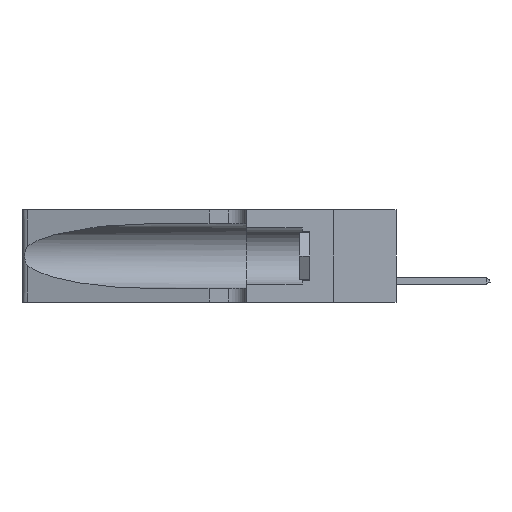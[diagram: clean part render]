
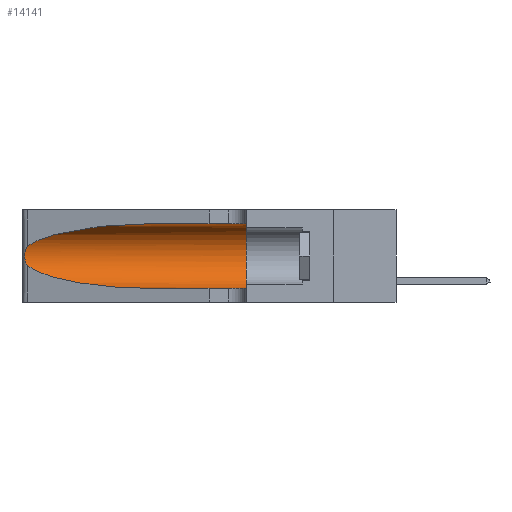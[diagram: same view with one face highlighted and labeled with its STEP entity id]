
A CAD part, left-side view. The second image highlights one B-rep face of the part: STEP entity #14141.
In plain terms, the highlighted cylindrical face has radius 3.308 mm (diameter 6.617 mm), a partial arc.
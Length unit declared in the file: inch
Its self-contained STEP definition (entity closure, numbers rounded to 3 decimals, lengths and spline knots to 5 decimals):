
#149 = DIRECTION ( 'NONE',  ( 0., 0., 1. ) ) ;
#528 = CARTESIAN_POINT ( 'NONE',  ( 0.1305, 0.35, 0.05475 ) ) ;
#1240 =( BOUNDED_CURVE ( )  B_SPLINE_CURVE ( 3, ( #6908, #10409, #1452, #17856 ),
 .UNSPECIFIED., .F., .T. ) 
 B_SPLINE_CURVE_WITH_KNOTS ( ( 4, 4 ),
 ( 1.5708, 2.84003 ),
 .UNSPECIFIED. ) 
 CURVE ( )  GEOMETRIC_REPRESENTATION_ITEM ( )  RATIONAL_B_SPLINE_CURVE ( ( 1., 0.87, 0.87, 1. ) ) 
 REPRESENTATION_ITEM ( '' )  );
#1372 = DIRECTION ( 'NONE',  ( 0., -1., 0. ) ) ;
#1403 = ORIENTED_EDGE ( 'NONE', *, *, #3246, .F. ) ;
#1452 = CARTESIAN_POINT ( 'NONE',  ( 0.2373, 1.15595, 0.28018 ) ) ;
#1844 = CARTESIAN_POINT ( 'NONE',  ( 0.25555, 1.22993, 0.14849 ) ) ;
#1925 = CARTESIAN_POINT ( 'NONE',  ( 0.25487, 1.22718, 0.14631 ) ) ;
#2593 = CARTESIAN_POINT ( 'NONE',  ( 0.25555, 1.22994, 0.2215 ) ) ;
#2729 = VERTEX_POINT ( 'NONE', #23205 ) ;
#3246 = EDGE_CURVE ( 'NONE', #5421, #9682, #4916, .T. ) ;
#3383 = VERTEX_POINT ( 'NONE', #7708 ) ;
#3691 =( BOUNDED_CURVE ( )  B_SPLINE_CURVE ( 3, ( #14297, #10582, #10975, #14840 ),
 .UNSPECIFIED., .F., .F. ) 
 B_SPLINE_CURVE_WITH_KNOTS ( ( 4, 4 ),
 ( 3.44316, 4.71239 ),
 .UNSPECIFIED. ) 
 CURVE ( )  GEOMETRIC_REPRESENTATION_ITEM ( )  RATIONAL_B_SPLINE_CURVE ( ( 1., 0.87, 0.87, 1. ) ) 
 REPRESENTATION_ITEM ( '' )  );
#4330 = CARTESIAN_POINT ( 'NONE',  ( 0.26018, 1.23835, 0.19895 ) ) ;
#4916 = CIRCLE ( 'NONE', #10757, 0.13025 ) ;
#4955 = ORIENTED_EDGE ( 'NONE', *, *, #8854, .T. ) ;
#5421 = VERTEX_POINT ( 'NONE', #21755 ) ;
#6083 = ORIENTED_EDGE ( 'NONE', *, *, #8457, .T. ) ;
#6118 = CYLINDRICAL_SURFACE ( 'NONE', #11803, 0.13025 ) ;
#6154 = CARTESIAN_POINT ( 'NONE',  ( 0.25787, 1.23484, 0.2124 ) ) ;
#6466 = B_SPLINE_CURVE_WITH_KNOTS ( 'NONE', 3,
 ( #18134, #2593, #15079, #6154, #20286, #4330, #20548, #9747, #22303, #8017, #13148, #16729, #1844, #1925 ),
 .UNSPECIFIED., .F., .F.,
 ( 4, 2, 2, 2, 2, 2, 4 ),
 ( 0., 0.00027, 0.00053, 0.00107, 0.0016, 0.00187, 0.00214 ),
 .UNSPECIFIED. ) ;
#6908 = CARTESIAN_POINT ( 'NONE',  ( 0.1305, 0.72297, 0.31525 ) ) ;
#7092 = EDGE_CURVE ( 'NONE', #13324, #9682, #12024, .T. ) ;
#7236 = LINE ( 'NONE', #22975, #18168 ) ;
#7261 = VECTOR ( 'NONE', #7263, 39.37008 ) ;
#7263 = DIRECTION ( 'NONE',  ( 0., -1., 0. ) ) ;
#7535 = EDGE_CURVE ( 'NONE', #3383, #5421, #7236, .T. ) ;
#7708 = CARTESIAN_POINT ( 'NONE',  ( 0.1305, 0.72297, 0.31525 ) ) ;
#8017 = CARTESIAN_POINT ( 'NONE',  ( 0.25856, 1.23593, 0.16098 ) ) ;
#8457 = EDGE_CURVE ( 'NONE', #17392, #2729, #6466, .T. ) ;
#8854 = EDGE_CURVE ( 'NONE', #3383, #17392, #1240, .T. ) ;
#9682 = VERTEX_POINT ( 'NONE', #528 ) ;
#9747 = CARTESIAN_POINT ( 'NONE',  ( 0.26075, 1.23896, 0.178 ) ) ;
#10409 = CARTESIAN_POINT ( 'NONE',  ( 0.18966, 0.96281, 0.31525 ) ) ;
#10582 = CARTESIAN_POINT ( 'NONE',  ( 0.2373, 1.15595, 0.08982 ) ) ;
#10757 = AXIS2_PLACEMENT_3D ( 'NONE', #19900, #12764, #149 ) ;
#10975 = CARTESIAN_POINT ( 'NONE',  ( 0.18966, 0.96281, 0.05475 ) ) ;
#11677 = CARTESIAN_POINT ( 'NONE',  ( 0.1305, 0.72297, 0.05475 ) ) ;
#11803 = AXIS2_PLACEMENT_3D ( 'NONE', #18399, #18236, #16421 ) ;
#12024 = LINE ( 'NONE', #12913, #7261 ) ;
#12764 = DIRECTION ( 'NONE',  ( 0., 1., 0. ) ) ;
#12913 = CARTESIAN_POINT ( 'NONE',  ( 0.1305, 1.61858, 0.05475 ) ) ;
#13148 = CARTESIAN_POINT ( 'NONE',  ( 0.25789, 1.23486, 0.15765 ) ) ;
#13324 = VERTEX_POINT ( 'NONE', #11677 ) ;
#14141 = ADVANCED_FACE ( 'NONE', ( #20460 ), #6118, .F. ) ;
#14297 = CARTESIAN_POINT ( 'NONE',  ( 0.25487, 1.22718, 0.14631 ) ) ;
#14840 = CARTESIAN_POINT ( 'NONE',  ( 0.1305, 0.72297, 0.05475 ) ) ;
#15079 = CARTESIAN_POINT ( 'NONE',  ( 0.25639, 1.23184, 0.21858 ) ) ;
#16421 = DIRECTION ( 'NONE',  ( 0., 0., -1. ) ) ;
#16729 = CARTESIAN_POINT ( 'NONE',  ( 0.25639, 1.23186, 0.15144 ) ) ;
#17392 = VERTEX_POINT ( 'NONE', #22565 ) ;
#17856 = CARTESIAN_POINT ( 'NONE',  ( 0.25487, 1.22718, 0.22369 ) ) ;
#18134 = CARTESIAN_POINT ( 'NONE',  ( 0.25487, 1.22718, 0.22369 ) ) ;
#18168 = VECTOR ( 'NONE', #1372, 39.37008 ) ;
#18236 = DIRECTION ( 'NONE',  ( 0., -1., 0. ) ) ;
#18399 = CARTESIAN_POINT ( 'NONE',  ( 0.1305, 1.61858, 0.185 ) ) ;
#18510 = ORIENTED_EDGE ( 'NONE', *, *, #7535, .F. ) ;
#19900 = CARTESIAN_POINT ( 'NONE',  ( 0.1305, 0.35, 0.185 ) ) ;
#20286 = CARTESIAN_POINT ( 'NONE',  ( 0.25854, 1.2359, 0.20912 ) ) ;
#20460 = FACE_OUTER_BOUND ( 'NONE', #21870, .T. ) ;
#20548 = CARTESIAN_POINT ( 'NONE',  ( 0.26075, 1.23896, 0.19203 ) ) ;
#21492 = EDGE_CURVE ( 'NONE', #2729, #13324, #3691, .T. ) ;
#21755 = CARTESIAN_POINT ( 'NONE',  ( 0.1305, 0.35, 0.31525 ) ) ;
#21769 = ORIENTED_EDGE ( 'NONE', *, *, #7092, .T. ) ;
#21870 = EDGE_LOOP ( 'NONE', ( #4955, #6083, #22447, #21769, #1403, #18510 ) ) ;
#22303 = CARTESIAN_POINT ( 'NONE',  ( 0.26017, 1.23833, 0.17102 ) ) ;
#22447 = ORIENTED_EDGE ( 'NONE', *, *, #21492, .T. ) ;
#22565 = CARTESIAN_POINT ( 'NONE',  ( 0.25487, 1.22718, 0.22369 ) ) ;
#22975 = CARTESIAN_POINT ( 'NONE',  ( 0.1305, 1.61858, 0.31525 ) ) ;
#23205 = CARTESIAN_POINT ( 'NONE',  ( 0.25487, 1.22718, 0.14631 ) ) ;
